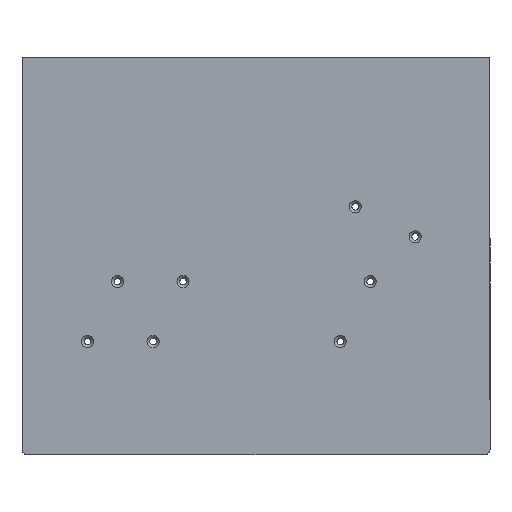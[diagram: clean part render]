
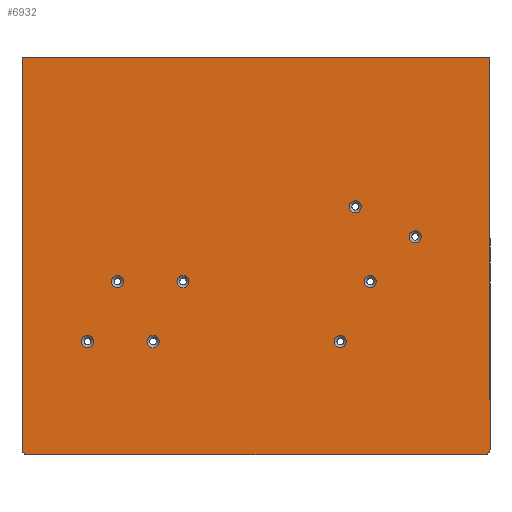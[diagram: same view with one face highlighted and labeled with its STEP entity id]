
A CAD part, top view. The second image highlights one B-rep face of the part: STEP entity #6932.
In plain terms, the highlighted planar face has unit normal (0, 0, 1).
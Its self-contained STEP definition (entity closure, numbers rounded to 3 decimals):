
#68=FACE_BOUND('',#924,.T.);
#69=FACE_BOUND('',#925,.T.);
#70=FACE_BOUND('',#926,.T.);
#71=FACE_BOUND('',#927,.T.);
#72=FACE_BOUND('',#928,.T.);
#73=FACE_BOUND('',#929,.T.);
#74=FACE_BOUND('',#930,.T.);
#75=FACE_BOUND('',#931,.T.);
#316=PLANE('',#7451);
#516=FACE_OUTER_BOUND('',#923,.T.);
#923=EDGE_LOOP('',(#4697,#4698,#4699,#4700,#4701,#4702));
#924=EDGE_LOOP('',(#4703));
#925=EDGE_LOOP('',(#4704));
#926=EDGE_LOOP('',(#4705));
#927=EDGE_LOOP('',(#4706));
#928=EDGE_LOOP('',(#4707));
#929=EDGE_LOOP('',(#4708));
#930=EDGE_LOOP('',(#4709));
#931=EDGE_LOOP('',(#4710));
#1420=LINE('',#10600,#1930);
#1426=LINE('',#10627,#1936);
#1427=LINE('',#10631,#1937);
#1428=LINE('',#10632,#1938);
#1930=VECTOR('',#8457,10.);
#1936=VECTOR('',#8491,10.);
#1937=VECTOR('',#8494,10.);
#1938=VECTOR('',#8495,10.);
#2402=CIRCLE('',#7439,3.);
#2410=CIRCLE('',#7452,3.);
#2411=CIRCLE('',#7453,3.25);
#2412=CIRCLE('',#7454,3.25);
#2413=CIRCLE('',#7455,3.25);
#2414=CIRCLE('',#7456,3.25);
#2415=CIRCLE('',#7457,3.25);
#2416=CIRCLE('',#7458,3.25);
#2417=CIRCLE('',#7459,3.25);
#2418=CIRCLE('',#7460,3.25);
#2875=VERTEX_POINT('',#10597);
#2876=VERTEX_POINT('',#10599);
#2877=VERTEX_POINT('',#10604);
#2883=VERTEX_POINT('',#10626);
#2884=VERTEX_POINT('',#10628);
#2885=VERTEX_POINT('',#10630);
#2886=VERTEX_POINT('',#10633);
#2887=VERTEX_POINT('',#10635);
#2888=VERTEX_POINT('',#10637);
#2889=VERTEX_POINT('',#10639);
#2890=VERTEX_POINT('',#10641);
#2891=VERTEX_POINT('',#10643);
#2892=VERTEX_POINT('',#10645);
#2893=VERTEX_POINT('',#10647);
#3568=EDGE_CURVE('',#2876,#2875,#1420,.T.);
#3571=EDGE_CURVE('',#2877,#2875,#2402,.T.);
#3582=EDGE_CURVE('',#2877,#2883,#1426,.T.);
#3583=EDGE_CURVE('',#2884,#2883,#2410,.T.);
#3584=EDGE_CURVE('',#2885,#2884,#1427,.T.);
#3585=EDGE_CURVE('',#2885,#2876,#1428,.T.);
#3586=EDGE_CURVE('',#2886,#2886,#2411,.T.);
#3587=EDGE_CURVE('',#2887,#2887,#2412,.T.);
#3588=EDGE_CURVE('',#2888,#2888,#2413,.T.);
#3589=EDGE_CURVE('',#2889,#2889,#2414,.T.);
#3590=EDGE_CURVE('',#2890,#2890,#2415,.T.);
#3591=EDGE_CURVE('',#2891,#2891,#2416,.T.);
#3592=EDGE_CURVE('',#2892,#2892,#2417,.T.);
#3593=EDGE_CURVE('',#2893,#2893,#2418,.T.);
#4697=ORIENTED_EDGE('',*,*,#3571,.F.);
#4698=ORIENTED_EDGE('',*,*,#3582,.T.);
#4699=ORIENTED_EDGE('',*,*,#3583,.F.);
#4700=ORIENTED_EDGE('',*,*,#3584,.F.);
#4701=ORIENTED_EDGE('',*,*,#3585,.T.);
#4702=ORIENTED_EDGE('',*,*,#3568,.T.);
#4703=ORIENTED_EDGE('',*,*,#3586,.F.);
#4704=ORIENTED_EDGE('',*,*,#3587,.F.);
#4705=ORIENTED_EDGE('',*,*,#3588,.F.);
#4706=ORIENTED_EDGE('',*,*,#3589,.F.);
#4707=ORIENTED_EDGE('',*,*,#3590,.F.);
#4708=ORIENTED_EDGE('',*,*,#3591,.F.);
#4709=ORIENTED_EDGE('',*,*,#3592,.F.);
#4710=ORIENTED_EDGE('',*,*,#3593,.F.);
#6932=ADVANCED_FACE('',(#516,#68,#69,#70,#71,#72,#73,#74,#75),#316,.T.);
#7439=AXIS2_PLACEMENT_3D('',#10605,#8462,#8463);
#7451=AXIS2_PLACEMENT_3D('',#10625,#8489,#8490);
#7452=AXIS2_PLACEMENT_3D('',#10629,#8492,#8493);
#7453=AXIS2_PLACEMENT_3D('',#10634,#8496,#8497);
#7454=AXIS2_PLACEMENT_3D('',#10636,#8498,#8499);
#7455=AXIS2_PLACEMENT_3D('',#10638,#8500,#8501);
#7456=AXIS2_PLACEMENT_3D('',#10640,#8502,#8503);
#7457=AXIS2_PLACEMENT_3D('',#10642,#8504,#8505);
#7458=AXIS2_PLACEMENT_3D('',#10644,#8506,#8507);
#7459=AXIS2_PLACEMENT_3D('',#10646,#8508,#8509);
#7460=AXIS2_PLACEMENT_3D('',#10648,#8510,#8511);
#8457=DIRECTION('',(0.,-1.,0.));
#8462=DIRECTION('center_axis',(0.,0.,-1.));
#8463=DIRECTION('ref_axis',(-0.707,-0.707,0.));
#8489=DIRECTION('center_axis',(0.,0.,1.));
#8490=DIRECTION('ref_axis',(1.,0.,0.));
#8491=DIRECTION('',(1.,0.,0.));
#8492=DIRECTION('center_axis',(0.,0.,-1.));
#8493=DIRECTION('ref_axis',(0.707,-0.707,0.));
#8494=DIRECTION('',(0.,-1.,0.));
#8495=DIRECTION('',(-1.,0.,0.));
#8496=DIRECTION('center_axis',(0.,0.,1.));
#8497=DIRECTION('ref_axis',(-1.,0.,0.));
#8498=DIRECTION('center_axis',(0.,0.,1.));
#8499=DIRECTION('ref_axis',(-1.,0.,0.));
#8500=DIRECTION('center_axis',(0.,0.,1.));
#8501=DIRECTION('ref_axis',(-1.,0.,0.));
#8502=DIRECTION('center_axis',(0.,0.,1.));
#8503=DIRECTION('ref_axis',(-1.,0.,0.));
#8504=DIRECTION('center_axis',(0.,0.,1.));
#8505=DIRECTION('ref_axis',(-1.,0.,0.));
#8506=DIRECTION('center_axis',(0.,0.,1.));
#8507=DIRECTION('ref_axis',(-1.,0.,0.));
#8508=DIRECTION('center_axis',(0.,0.,1.));
#8509=DIRECTION('ref_axis',(-1.,0.,0.));
#8510=DIRECTION('center_axis',(0.,0.,1.));
#8511=DIRECTION('ref_axis',(-1.,0.,0.));
#10597=CARTESIAN_POINT('',(-175.492,158.951,128.627));
#10599=CARTESIAN_POINT('',(-175.492,368.451,128.627));
#10600=CARTESIAN_POINT('',(-175.492,368.451,128.627));
#10604=CARTESIAN_POINT('',(-172.492,155.951,128.627));
#10605=CARTESIAN_POINT('Origin',(-172.492,158.951,128.627));
#10625=CARTESIAN_POINT('Origin',(-50.492,268.451,128.627));
#10626=CARTESIAN_POINT('',(71.508,155.951,128.627));
#10627=CARTESIAN_POINT('',(-175.492,155.951,128.627));
#10628=CARTESIAN_POINT('',(74.508,158.951,128.627));
#10629=CARTESIAN_POINT('Origin',(71.508,158.951,128.627));
#10630=CARTESIAN_POINT('',(74.508,368.451,128.627));
#10631=CARTESIAN_POINT('',(74.508,285.951,128.627));
#10632=CARTESIAN_POINT('',(74.508,368.451,128.627));
#10633=CARTESIAN_POINT('',(-86.242,248.451,128.627));
#10634=CARTESIAN_POINT('Origin',(-89.492,248.451,128.627));
#10635=CARTESIAN_POINT('',(-2.242,216.451,128.627));
#10636=CARTESIAN_POINT('Origin',(-5.492,216.451,128.627));
#10637=CARTESIAN_POINT('',(37.758,272.451,128.627));
#10638=CARTESIAN_POINT('Origin',(34.508,272.451,128.627));
#10639=CARTESIAN_POINT('',(-121.242,248.451,128.627));
#10640=CARTESIAN_POINT('Origin',(-124.492,248.451,128.627));
#10641=CARTESIAN_POINT('',(-137.242,216.451,128.627));
#10642=CARTESIAN_POINT('Origin',(-140.492,216.451,128.627));
#10643=CARTESIAN_POINT('',(5.758,288.451,128.627));
#10644=CARTESIAN_POINT('Origin',(2.508,288.451,128.627));
#10645=CARTESIAN_POINT('',(13.758,248.451,128.627));
#10646=CARTESIAN_POINT('Origin',(10.508,248.451,128.627));
#10647=CARTESIAN_POINT('',(-102.242,216.451,128.627));
#10648=CARTESIAN_POINT('Origin',(-105.492,216.451,128.627));
